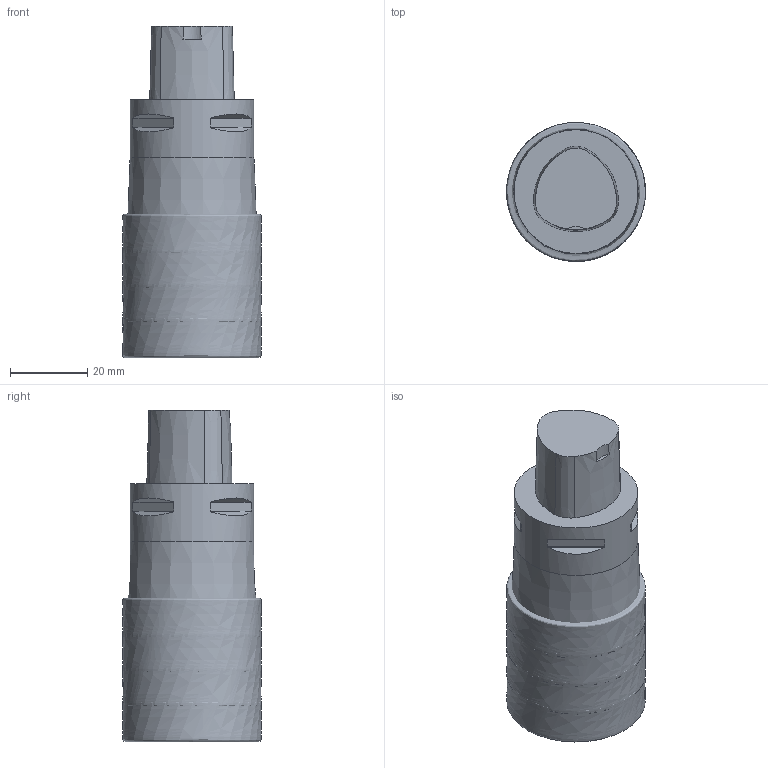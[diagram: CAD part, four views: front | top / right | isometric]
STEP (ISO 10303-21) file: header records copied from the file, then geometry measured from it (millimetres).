
FILE_DESCRIPTION(/* description */ (''),/* implementation_level */ '2;1');
FILE_NAME(/* name */ '1583809199021.stp',/* time_stamp */ '2020-03-10T08:30:16+05:00',/* author */ (''),/* organization */ ('SMS'),/* preprocessor_version */ 'ST-DEVELOPER v16.7',/* originating_system */ 'SIEMENS PLM Software NX 12.0',/* authorisation */ '');
FILE_SCHEMA (('AUTOMOTIVE_DESIGN { 1 0 10303 214 3 1 1 1 }'));
Length unit declared in the file: millimetre
Products named in the file (4): ASSEMBLY_CONSTRUCTION; 202220500mod000_00; 202883387mod000_00; 202883386mod000_00
Assembly tree (6 placements, depth 2):
  202883386mod000_00
    202883387mod000_00
    202220500mod000_00  x4
    ASSEMBLY_CONSTRUCTION
Bounding box: 35.93 x 35.92 x 85.71 mm (x, y, z)
Volume: 88940.3 mm3; surface area: 22448 mm2
Topology: 5 solids, 6 shells, 53 faces, 124 edges, 105 vertices
Faces by surface type: plane 18, cone 18, cylinder 10, bspline 4, torus 3
Full cylindrical faces by diameter (mm): 32 x1
Entity records: 23656 total; most frequent: CARTESIAN_POINT 22263, DIRECTION 262, ORIENTED_EDGE 180, AXIS2_PLACEMENT_3D 116, EDGE_CURVE 90, VERTEX_POINT 71, EDGE_LOOP 70, ADVANCED_FACE 53
